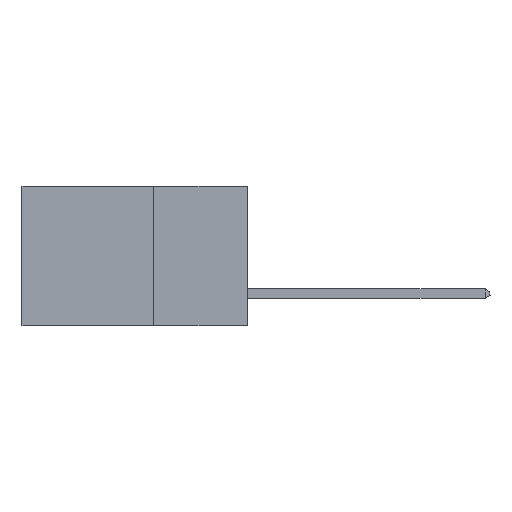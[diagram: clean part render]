
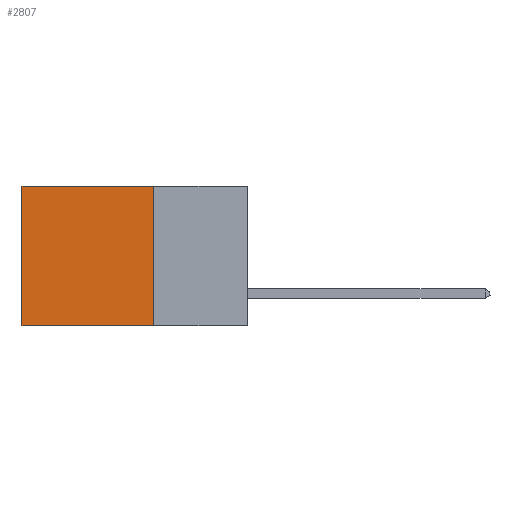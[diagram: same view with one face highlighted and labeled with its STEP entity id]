
A CAD part, left-side view. The second image highlights one B-rep face of the part: STEP entity #2807.
In plain terms, the highlighted planar face has unit normal (-1, 0, 0).
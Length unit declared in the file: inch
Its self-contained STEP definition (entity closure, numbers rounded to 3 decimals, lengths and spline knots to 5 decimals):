
#365 = ORIENTED_EDGE ( 'NONE', *, *, #3725, .T. ) ;
#455 = VERTEX_POINT ( 'NONE', #13003 ) ;
#2519 = DIRECTION ( 'NONE',  ( 0., 0., -1. ) ) ;
#2744 = VECTOR ( 'NONE', #2519, 39.37008 ) ;
#2807 = ADVANCED_FACE ( 'NONE', ( #17243 ), #14697, .F. ) ;
#3054 = DIRECTION ( 'NONE',  ( 1., 0., 0. ) ) ;
#3187 = EDGE_CURVE ( 'NONE', #6974, #15855, #22951, .T. ) ;
#3725 = EDGE_CURVE ( 'NONE', #15855, #455, #10035, .T. ) ;
#3854 = DIRECTION ( 'NONE',  ( 0., 1., 0. ) ) ;
#4210 = VECTOR ( 'NONE', #3854, 39.37008 ) ;
#4819 = LINE ( 'NONE', #13523, #4210 ) ;
#5164 = EDGE_CURVE ( 'NONE', #14966, #455, #4819, .T. ) ;
#5426 = CARTESIAN_POINT ( 'NONE',  ( 0.298, 0.25, -0.37 ) ) ;
#5826 = CARTESIAN_POINT ( 'NONE',  ( 0.298, 0.25, 0. ) ) ;
#6357 = CARTESIAN_POINT ( 'NONE',  ( 0.298, 0.6, 0. ) ) ;
#6361 = CARTESIAN_POINT ( 'NONE',  ( 0.298, 0.6, 0. ) ) ;
#6395 = ORIENTED_EDGE ( 'NONE', *, *, #5164, .F. ) ;
#6960 = EDGE_LOOP ( 'NONE', ( #365, #6395, #18659, #20448 ) ) ;
#6974 = VERTEX_POINT ( 'NONE', #12803 ) ;
#9889 = DIRECTION ( 'NONE',  ( 0., 0., -1. ) ) ;
#10035 = LINE ( 'NONE', #6361, #2744 ) ;
#11751 = EDGE_CURVE ( 'NONE', #6974, #14966, #17142, .T. ) ;
#12803 = CARTESIAN_POINT ( 'NONE',  ( 0.298, 0.25, 0. ) ) ;
#13003 = CARTESIAN_POINT ( 'NONE',  ( 0.298, 0.6, -0.37 ) ) ;
#13523 = CARTESIAN_POINT ( 'NONE',  ( 0.298, 0.25, -0.37 ) ) ;
#14697 = PLANE ( 'NONE',  #16056 ) ;
#14966 = VERTEX_POINT ( 'NONE', #5426 ) ;
#15855 = VERTEX_POINT ( 'NONE', #6357 ) ;
#16056 = AXIS2_PLACEMENT_3D ( 'NONE', #20520, #3054, #22446 ) ;
#17142 = LINE ( 'NONE', #25045, #21067 ) ;
#17243 = FACE_OUTER_BOUND ( 'NONE', #6960, .T. ) ;
#18659 = ORIENTED_EDGE ( 'NONE', *, *, #11751, .F. ) ;
#20448 = ORIENTED_EDGE ( 'NONE', *, *, #3187, .T. ) ;
#20520 = CARTESIAN_POINT ( 'NONE',  ( 0.298, 0.25, 0. ) ) ;
#21067 = VECTOR ( 'NONE', #9889, 39.37008 ) ;
#22446 = DIRECTION ( 'NONE',  ( 0., 0., -1. ) ) ;
#22951 = LINE ( 'NONE', #5826, #25070 ) ;
#23394 = DIRECTION ( 'NONE',  ( 0., 1., 0. ) ) ;
#25045 = CARTESIAN_POINT ( 'NONE',  ( 0.298, 0.25, 0. ) ) ;
#25070 = VECTOR ( 'NONE', #23394, 39.37008 ) ;
